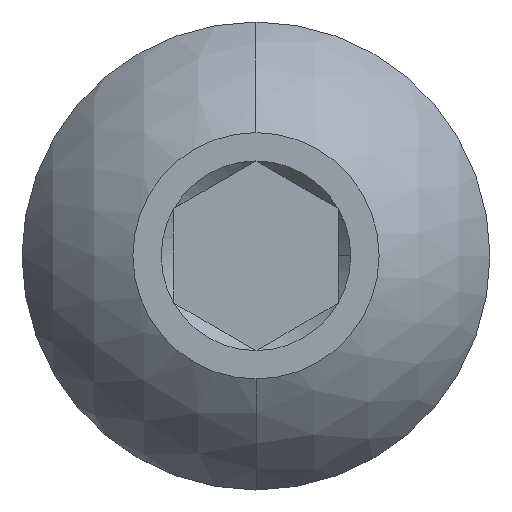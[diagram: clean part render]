
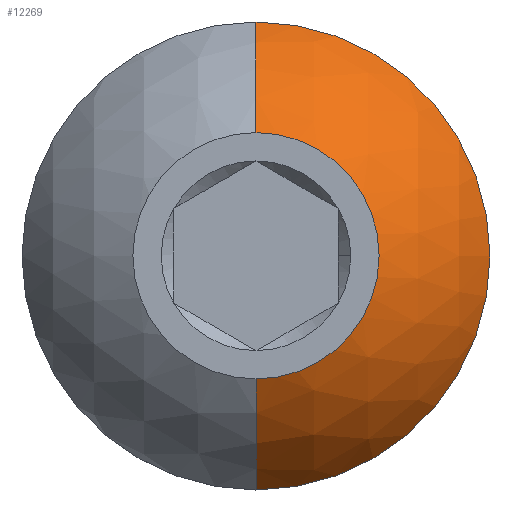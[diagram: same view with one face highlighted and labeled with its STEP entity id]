
A CAD part, top view. The second image highlights one B-rep face of the part: STEP entity #12269.
In plain terms, the highlighted spherical face has radius 3.172 mm.
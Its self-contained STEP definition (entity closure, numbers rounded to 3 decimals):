
#1853 = VERTEX_POINT ( 'NONE', #9446 ) ;
#1893 = VERTEX_POINT ( 'NONE', #9406 ) ;
#1901 = VERTEX_POINT ( 'NONE', #9398 ) ;
#1944 = VERTEX_POINT ( 'NONE', #9355 ) ;
#3325 = VERTEX_POINT ( 'NONE', #9332 ) ;
#3591 = ORIENTED_EDGE ( 'NONE', *, *, #10871, .F. ) ;
#3592 = ORIENTED_EDGE ( 'NONE', *, *, #10342, .F. ) ;
#3593 = ORIENTED_EDGE ( 'NONE', *, *, #10869, .T. ) ;
#3594 = ORIENTED_EDGE ( 'NONE', *, *, #10366, .T. ) ;
#3595 = ORIENTED_EDGE ( 'NONE', *, *, #10343, .T. ) ;
#3809 = EDGE_LOOP ( 'NONE', ( #3595, #3594, #3593, #3592, #3591 ) ) ;
#5046 = DIRECTION ( 'NONE',  ( 1., 0., 0. ) ) ;
#5050 = CARTESIAN_POINT ( 'NONE',  ( 0., 0., -2.795 ) ) ;
#5056 = DIRECTION ( 'NONE',  ( 0., -1., 0. ) ) ;
#6304 = AXIS2_PLACEMENT_3D ( 'NONE', #5050, #5046, #5056 ) ;
#6346 = AXIS2_PLACEMENT_3D ( 'NONE', #12706, #12707, #12708 ) ;
#6347 = AXIS2_PLACEMENT_3D ( 'NONE', #12701, #12702, #12703 ) ;
#6350 = AXIS2_PLACEMENT_3D ( 'NONE', #15015, #15017, #15019 ) ;
#6356 = AXIS2_PLACEMENT_3D ( 'NONE', #14827, #14828, #14829 ) ;
#6400 = AXIS2_PLACEMENT_3D ( 'NONE', #14823, #14824, #14825 ) ;
#9332 = CARTESIAN_POINT ( 'NONE',  ( 2.85, 0., -1.403 ) ) ;
#9355 = CARTESIAN_POINT ( 'NONE',  ( 0., -1.5, 0. ) ) ;
#9398 = CARTESIAN_POINT ( 'NONE',  ( 0., 2.85, -1.403 ) ) ;
#9406 = CARTESIAN_POINT ( 'NONE',  ( 0., -2.85, -1.403 ) ) ;
#9446 = CARTESIAN_POINT ( 'NONE',  ( 0., 1.5, 0. ) ) ;
#10342 = EDGE_CURVE ( 'NONE', #1944, #1853, #15504, .T. ) ;
#10343 = EDGE_CURVE ( 'NONE', #1893, #3325, #15505, .T. ) ;
#10366 = EDGE_CURVE ( 'NONE', #3325, #1901, #15512, .T. ) ;
#10869 = EDGE_CURVE ( 'NONE', #1901, #1853, #15624, .T. ) ;
#10871 = EDGE_CURVE ( 'NONE', #1893, #1944, #15622, .T. ) ;
#12269 = ADVANCED_FACE ( 'NONE', ( #15899 ), #15901, .T. ) ;
#12701 = CARTESIAN_POINT ( 'NONE',  ( 0., 0., -2.795 ) ) ;
#12702 = DIRECTION ( 'NONE',  ( 1., 0., 0. ) ) ;
#12703 = DIRECTION ( 'NONE',  ( 0., 1., 0. ) ) ;
#12706 = CARTESIAN_POINT ( 'NONE',  ( 0., 0., -2.795 ) ) ;
#12707 = DIRECTION ( 'NONE',  ( -1., 0., 0. ) ) ;
#12708 = DIRECTION ( 'NONE',  ( 0., -1., 0. ) ) ;
#14823 = CARTESIAN_POINT ( 'NONE',  ( 0., 0., 0. ) ) ;
#14824 = DIRECTION ( 'NONE',  ( 0., 0., 1. ) ) ;
#14825 = DIRECTION ( 'NONE',  ( 1., 0., 0. ) ) ;
#14827 = CARTESIAN_POINT ( 'NONE',  ( 0., 0., -1.403 ) ) ;
#14828 = DIRECTION ( 'NONE',  ( 0., 0., 1. ) ) ;
#14829 = DIRECTION ( 'NONE',  ( 1., 0., 0. ) ) ;
#15015 = CARTESIAN_POINT ( 'NONE',  ( 0., 0., -1.403 ) ) ;
#15017 = DIRECTION ( 'NONE',  ( 0., 0., 1. ) ) ;
#15019 = DIRECTION ( 'NONE',  ( 1., 0., 0. ) ) ;
#15504 = CIRCLE ( 'NONE', #6400, 1.5 ) ;
#15505 = CIRCLE ( 'NONE', #6356, 2.85 ) ;
#15512 = CIRCLE ( 'NONE', #6350, 2.85 ) ;
#15622 = CIRCLE ( 'NONE', #6346, 3.172 ) ;
#15624 = CIRCLE ( 'NONE', #6347, 3.172 ) ;
#15899 = FACE_OUTER_BOUND ( 'NONE', #3809, .T. ) ;
#15901 = SPHERICAL_SURFACE ( 'NONE', #6304, 3.172 ) ;
